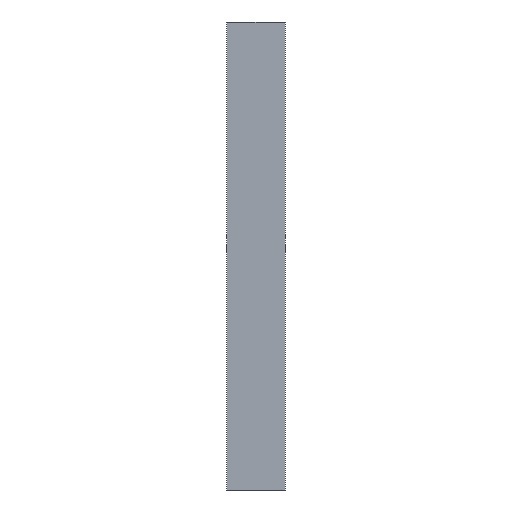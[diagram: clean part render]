
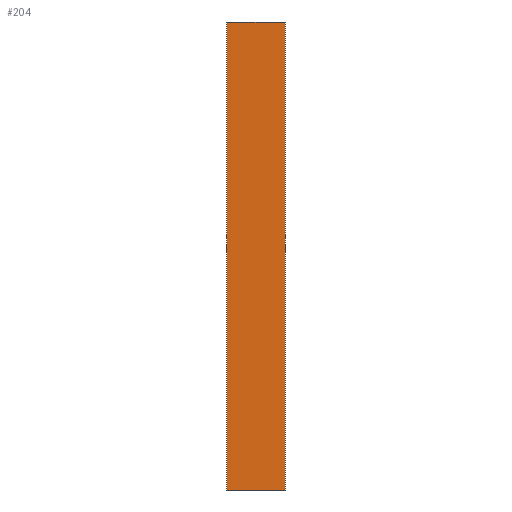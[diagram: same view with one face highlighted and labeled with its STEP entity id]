
A CAD part, left-side view. The second image highlights one B-rep face of the part: STEP entity #204.
In plain terms, the highlighted planar face has unit normal (-1, 0, 0).
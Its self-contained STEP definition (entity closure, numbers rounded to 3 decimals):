
#15 = CARTESIAN_POINT ( 'NONE',  ( -11.3, 0., 400. ) ) ;
#56 = EDGE_CURVE ( 'NONE', #268, #807, #420, .T. ) ;
#57 = AXIS2_PLACEMENT_3D ( 'NONE', #305, #608, #140 ) ;
#107 = ORIENTED_EDGE ( 'NONE', *, *, #806, .F. ) ;
#140 = DIRECTION ( 'NONE',  ( 0., 1., 0. ) ) ;
#194 = CARTESIAN_POINT ( 'NONE',  ( -11.3, 100., 400. ) ) ;
#204 = ADVANCED_FACE ( 'NONE', ( #988 ), #756, .F. ) ;
#268 = VERTEX_POINT ( 'NONE', #826 ) ;
#294 = VECTOR ( 'NONE', #710, 1000. ) ;
#305 = CARTESIAN_POINT ( 'NONE',  ( -11.3, 100., 400. ) ) ;
#306 = CARTESIAN_POINT ( 'NONE',  ( -11.3, 0., 400. ) ) ;
#311 = VECTOR ( 'NONE', #501, 1000. ) ;
#348 = VERTEX_POINT ( 'NONE', #306 ) ;
#389 = CARTESIAN_POINT ( 'NONE',  ( -11.3, 100., -400. ) ) ;
#410 = LINE ( 'NONE', #15, #998 ) ;
#420 = LINE ( 'NONE', #194, #311 ) ;
#443 = EDGE_CURVE ( 'NONE', #268, #348, #490, .T. ) ;
#463 = VERTEX_POINT ( 'NONE', #660 ) ;
#470 = DIRECTION ( 'NONE',  ( 0., 0., -1. ) ) ;
#490 = LINE ( 'NONE', #866, #294 ) ;
#501 = DIRECTION ( 'NONE',  ( 0., 0., -1. ) ) ;
#518 = DIRECTION ( 'NONE',  ( 0., -1., 0. ) ) ;
#571 = EDGE_LOOP ( 'NONE', ( #958, #107, #789, #809 ) ) ;
#608 = DIRECTION ( 'NONE',  ( 1., 0., 0. ) ) ;
#660 = CARTESIAN_POINT ( 'NONE',  ( -11.3, 0., -400. ) ) ;
#710 = DIRECTION ( 'NONE',  ( 0., -1., 0. ) ) ;
#756 = PLANE ( 'NONE',  #57 ) ;
#757 = CARTESIAN_POINT ( 'NONE',  ( -11.3, 100., -400. ) ) ;
#789 = ORIENTED_EDGE ( 'NONE', *, *, #443, .F. ) ;
#806 = EDGE_CURVE ( 'NONE', #348, #463, #410, .T. ) ;
#807 = VERTEX_POINT ( 'NONE', #389 ) ;
#809 = ORIENTED_EDGE ( 'NONE', *, *, #56, .T. ) ;
#826 = CARTESIAN_POINT ( 'NONE',  ( -11.3, 100., 400. ) ) ;
#866 = CARTESIAN_POINT ( 'NONE',  ( -11.3, 100., 400. ) ) ;
#948 = VECTOR ( 'NONE', #518, 1000. ) ;
#958 = ORIENTED_EDGE ( 'NONE', *, *, #987, .T. ) ;
#984 = LINE ( 'NONE', #757, #948 ) ;
#987 = EDGE_CURVE ( 'NONE', #807, #463, #984, .T. ) ;
#988 = FACE_OUTER_BOUND ( 'NONE', #571, .T. ) ;
#998 = VECTOR ( 'NONE', #470, 1000. ) ;
